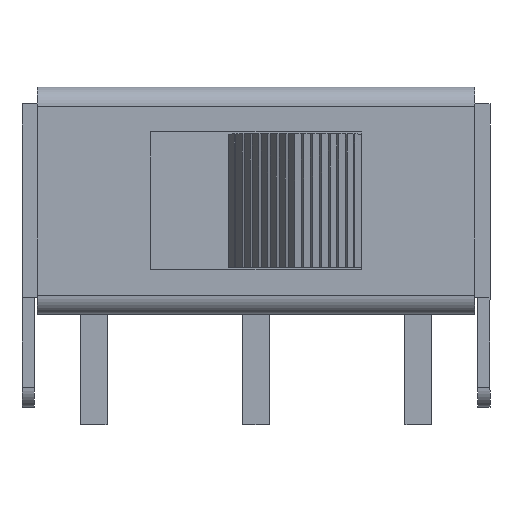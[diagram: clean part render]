
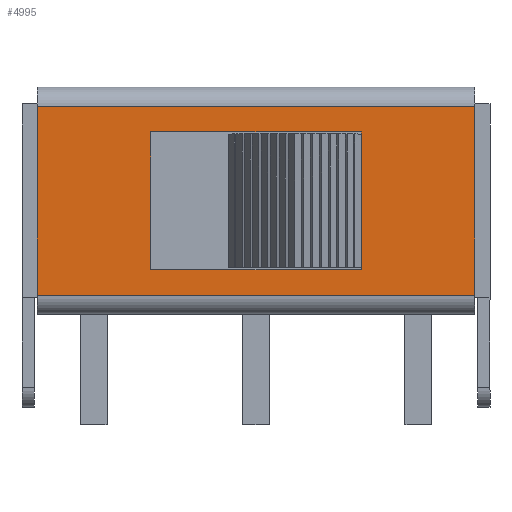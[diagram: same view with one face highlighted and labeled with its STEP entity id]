
A CAD part, top view. The second image highlights one B-rep face of the part: STEP entity #4995.
In plain terms, the highlighted planar face has unit normal (0, 0, 1).
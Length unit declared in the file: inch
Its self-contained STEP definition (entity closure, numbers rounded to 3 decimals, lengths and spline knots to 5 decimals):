
#22=FACE_BOUND('',#606,.T.);
#346=FACE_OUTER_BOUND('',#605,.T.);
#605=EDGE_LOOP('',(#3927,#3928,#3929,#3930));
#606=EDGE_LOOP('',(#3931,#3932,#3933,#3934,#3935,#3936));
#812=LINE('',#6940,#1415);
#985=LINE('',#7416,#1588);
#1076=LINE('',#7606,#1679);
#1079=LINE('',#7611,#1682);
#1135=LINE('',#7728,#1738);
#1136=LINE('',#7731,#1739);
#1137=LINE('',#7732,#1740);
#1138=LINE('',#7734,#1741);
#1139=LINE('',#7736,#1742);
#1140=LINE('',#7737,#1743);
#1415=VECTOR('',#5597,0.21575);
#1588=VECTOR('',#6086,0.15197);
#1679=VECTOR('',#6271,0.00276);
#1682=VECTOR('',#6276,0.00276);
#1738=VECTOR('',#6354,0.5);
#1739=VECTOR('',#6357,0.21575);
#1740=VECTOR('',#6358,0.5);
#1741=VECTOR('',#6359,0.24016);
#1742=VECTOR('',#6360,0.15748);
#1743=VECTOR('',#6361,0.24016);
#1967=VERTEX_POINT('',#6859);
#2004=VERTEX_POINT('',#6937);
#2005=VERTEX_POINT('',#6939);
#2150=VERTEX_POINT('',#7415);
#2202=VERTEX_POINT('',#7605);
#2203=VERTEX_POINT('',#7609);
#2253=VERTEX_POINT('',#7726);
#2254=VERTEX_POINT('',#7730);
#2255=VERTEX_POINT('',#7733);
#2256=VERTEX_POINT('',#7735);
#2467=EDGE_CURVE('',#2004,#2005,#812,.T.);
#2702=EDGE_CURVE('',#2150,#1967,#985,.T.);
#2796=EDGE_CURVE('',#2202,#2150,#1076,.T.);
#2799=EDGE_CURVE('',#1967,#2203,#1079,.T.);
#2857=EDGE_CURVE('',#2253,#2004,#1135,.T.);
#2858=EDGE_CURVE('',#2254,#2253,#1136,.T.);
#2859=EDGE_CURVE('',#2005,#2254,#1137,.T.);
#2860=EDGE_CURVE('',#2203,#2255,#1138,.T.);
#2861=EDGE_CURVE('',#2255,#2256,#1139,.T.);
#2862=EDGE_CURVE('',#2256,#2202,#1140,.T.);
#3927=ORIENTED_EDGE('',*,*,#2857,.F.);
#3928=ORIENTED_EDGE('',*,*,#2858,.F.);
#3929=ORIENTED_EDGE('',*,*,#2859,.F.);
#3930=ORIENTED_EDGE('',*,*,#2467,.F.);
#3931=ORIENTED_EDGE('',*,*,#2796,.T.);
#3932=ORIENTED_EDGE('',*,*,#2702,.T.);
#3933=ORIENTED_EDGE('',*,*,#2799,.T.);
#3934=ORIENTED_EDGE('',*,*,#2860,.T.);
#3935=ORIENTED_EDGE('',*,*,#2861,.T.);
#3936=ORIENTED_EDGE('',*,*,#2862,.T.);
#4529=PLANE('',#5336);
#4995=ADVANCED_FACE('',(#346,#22),#4529,.T.);
#5336=AXIS2_PLACEMENT_3D('',#7729,#6355,#6356);
#5597=DIRECTION('',(0.,-1.,0.));
#6086=DIRECTION('',(0.,-1.,0.));
#6271=DIRECTION('',(0.,-1.,0.));
#6276=DIRECTION('',(0.,-1.,0.));
#6354=DIRECTION('',(1.,0.,0.));
#6355=DIRECTION('center_axis',(0.,0.,1.));
#6356=DIRECTION('ref_axis',(1.,0.,0.));
#6357=DIRECTION('',(0.,1.,0.));
#6358=DIRECTION('',(-1.,0.,0.));
#6359=DIRECTION('',(-1.,0.,0.));
#6360=DIRECTION('',(0.,1.,0.));
#6361=DIRECTION('',(1.,0.,0.));
#6859=CARTESIAN_POINT('',(0.12008,-0.07598,0.26417));
#6937=CARTESIAN_POINT('',(0.25,0.10787,0.26417));
#6939=CARTESIAN_POINT('',(0.25,-0.10787,0.26417));
#6940=CARTESIAN_POINT('',(0.25,0.10787,0.26417));
#7415=CARTESIAN_POINT('',(0.12008,0.07598,0.26417));
#7416=CARTESIAN_POINT('',(0.12008,0.07598,0.26417));
#7605=CARTESIAN_POINT('',(0.12008,0.07874,0.26417));
#7606=CARTESIAN_POINT('',(0.12008,0.07874,0.26417));
#7609=CARTESIAN_POINT('',(0.12008,-0.07874,0.26417));
#7611=CARTESIAN_POINT('',(0.12008,-0.07598,0.26417));
#7726=CARTESIAN_POINT('',(-0.25,0.10787,0.26417));
#7728=CARTESIAN_POINT('',(-0.25,0.10787,0.26417));
#7729=CARTESIAN_POINT('Origin',(-0.275,-0.11866,0.26417));
#7730=CARTESIAN_POINT('',(-0.25,-0.10787,0.26417));
#7731=CARTESIAN_POINT('',(-0.25,-0.10787,0.26417));
#7732=CARTESIAN_POINT('',(0.25,-0.10787,0.26417));
#7733=CARTESIAN_POINT('',(-0.12008,-0.07874,0.26417));
#7734=CARTESIAN_POINT('',(0.12008,-0.07874,0.26417));
#7735=CARTESIAN_POINT('',(-0.12008,0.07874,0.26417));
#7736=CARTESIAN_POINT('',(-0.12008,-0.07874,0.26417));
#7737=CARTESIAN_POINT('',(-0.12008,0.07874,0.26417));
